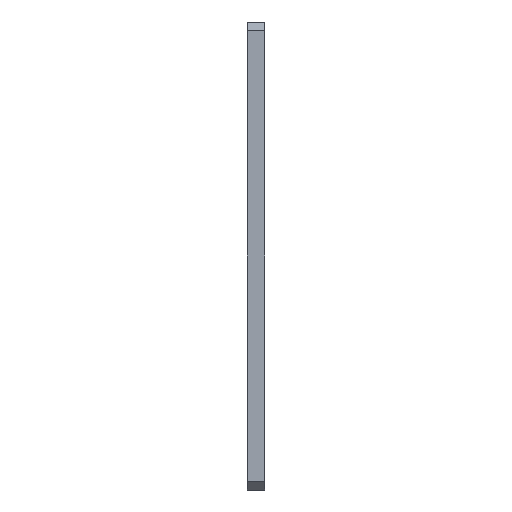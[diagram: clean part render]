
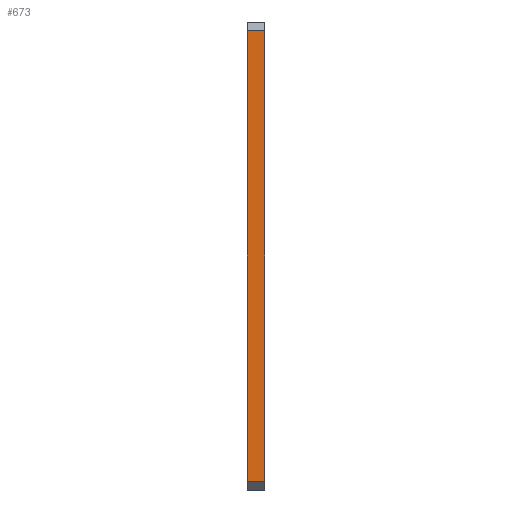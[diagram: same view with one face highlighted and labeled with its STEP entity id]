
A CAD part, left-side view. The second image highlights one B-rep face of the part: STEP entity #673.
In plain terms, the highlighted planar face has unit normal (-1, 0, 0).
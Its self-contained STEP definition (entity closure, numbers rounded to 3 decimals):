
#25 = DIRECTION ( 'NONE',  ( 0., 0., 1. ) ) ;
#26 = CARTESIAN_POINT ( 'NONE',  ( -7.5, 0., -7.5 ) ) ;
#125 = ORIENTED_EDGE ( 'NONE', *, *, #658, .F. ) ;
#131 = EDGE_CURVE ( 'NONE', #935, #199, #675, .T. ) ;
#151 = VECTOR ( 'NONE', #711, 1000. ) ;
#199 = VERTEX_POINT ( 'NONE', #697 ) ;
#247 = LINE ( 'NONE', #1151, #403 ) ;
#274 = VECTOR ( 'NONE', #1074, 1000. ) ;
#365 = CARTESIAN_POINT ( 'NONE',  ( -7.5, 0., 26.5 ) ) ;
#403 = VECTOR ( 'NONE', #659, 1000. ) ;
#404 = LINE ( 'NONE', #679, #274 ) ;
#411 = CARTESIAN_POINT ( 'NONE',  ( -7.5, 2., -7.5 ) ) ;
#415 = CARTESIAN_POINT ( 'NONE',  ( -7.5, 2., 26.5 ) ) ;
#495 = ORIENTED_EDGE ( 'NONE', *, *, #708, .T. ) ;
#498 = DIRECTION ( 'NONE',  ( 0., 0., -1. ) ) ;
#500 = PLANE ( 'NONE',  #1152 ) ;
#658 = EDGE_CURVE ( 'NONE', #1081, #199, #404, .T. ) ;
#659 = DIRECTION ( 'NONE',  ( 0., -1., 0. ) ) ;
#673 = ADVANCED_FACE ( 'NONE', ( #825 ), #500, .F. ) ;
#675 = LINE ( 'NONE', #415, #151 ) ;
#679 = CARTESIAN_POINT ( 'NONE',  ( -7.5, 2., -7.5 ) ) ;
#685 = VECTOR ( 'NONE', #25, 1000. ) ;
#697 = CARTESIAN_POINT ( 'NONE',  ( -7.5, 2., 26.5 ) ) ;
#708 = EDGE_CURVE ( 'NONE', #989, #935, #775, .T. ) ;
#711 = DIRECTION ( 'NONE',  ( 0., 1., 0. ) ) ;
#748 = ORIENTED_EDGE ( 'NONE', *, *, #131, .T. ) ;
#765 = EDGE_LOOP ( 'NONE', ( #125, #1162, #495, #748 ) ) ;
#775 = LINE ( 'NONE', #26, #685 ) ;
#788 = CARTESIAN_POINT ( 'NONE',  ( -7.5, 2., -26.5 ) ) ;
#825 = FACE_OUTER_BOUND ( 'NONE', #765, .T. ) ;
#831 = EDGE_CURVE ( 'NONE', #1081, #989, #247, .T. ) ;
#873 = CARTESIAN_POINT ( 'NONE',  ( -7.5, 0., -26.5 ) ) ;
#935 = VERTEX_POINT ( 'NONE', #365 ) ;
#989 = VERTEX_POINT ( 'NONE', #873 ) ;
#1074 = DIRECTION ( 'NONE',  ( 0., 0., 1. ) ) ;
#1081 = VERTEX_POINT ( 'NONE', #788 ) ;
#1151 = CARTESIAN_POINT ( 'NONE',  ( -7.5, 2., -26.5 ) ) ;
#1152 = AXIS2_PLACEMENT_3D ( 'NONE', #411, #1194, #498 ) ;
#1162 = ORIENTED_EDGE ( 'NONE', *, *, #831, .T. ) ;
#1194 = DIRECTION ( 'NONE',  ( 1., 0., 0. ) ) ;
